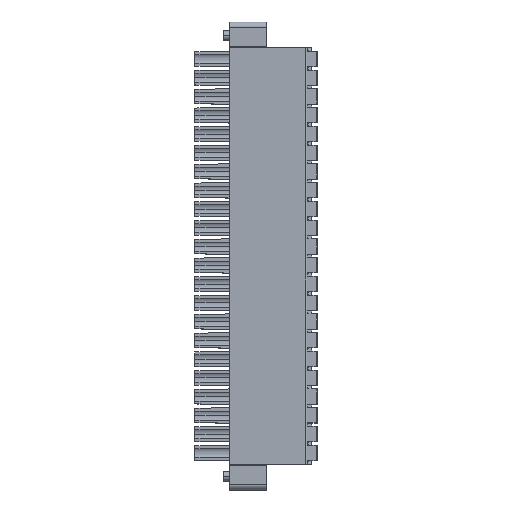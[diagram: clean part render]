
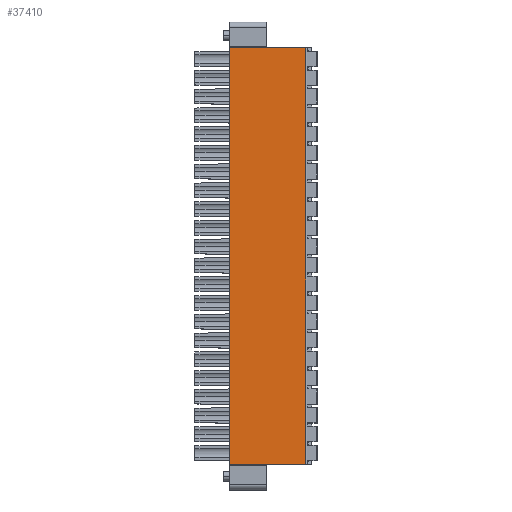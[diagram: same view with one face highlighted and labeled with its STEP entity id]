
A CAD part, top view. The second image highlights one B-rep face of the part: STEP entity #37410.
In plain terms, the highlighted planar face has unit normal (0, 0, 1).
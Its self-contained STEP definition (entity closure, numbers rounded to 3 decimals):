
#11628=DIRECTION('',(0.,1.,0.));
#11629=VECTOR('',#11628,77.7);
#11630=CARTESIAN_POINT('',(-6.625,-35.645,23.4));
#11631=LINE('',#11630,#11629);
#11632=DIRECTION('',(0.,-1.,0.));
#11633=VECTOR('',#11632,77.7);
#11634=CARTESIAN_POINT('',(7.575,42.055,23.4));
#11635=LINE('',#11634,#11633);
#11636=DIRECTION('',(-1.,0.,0.));
#11637=VECTOR('',#11636,6.95);
#11638=CARTESIAN_POINT('',(0.325,42.055,23.4));
#11639=LINE('',#11638,#11637);
#11720=DIRECTION('',(-1.,0.,0.));
#11721=VECTOR('',#11720,7.25);
#11722=CARTESIAN_POINT('',(7.575,42.055,23.4));
#11723=LINE('',#11722,#11721);
#12006=DIRECTION('',(1.,0.,0.));
#12007=VECTOR('',#12006,7.25);
#12008=CARTESIAN_POINT('',(0.325,-35.645,23.4));
#12009=LINE('',#12008,#12007);
#13559=DIRECTION('',(1.,0.,0.));
#13560=VECTOR('',#13559,6.95);
#13561=CARTESIAN_POINT('',(-6.625,-35.645,23.4));
#13562=LINE('',#13561,#13560);
#16917=CARTESIAN_POINT('',(-6.625,-35.645,23.4));
#16919=VERTEX_POINT('',#16917);
#17086=CARTESIAN_POINT('',(7.575,-35.645,23.4));
#17087=VERTEX_POINT('',#17086);
#17088=CARTESIAN_POINT('',(0.325,-35.645,23.4));
#17089=VERTEX_POINT('',#17088);
#21322=CARTESIAN_POINT('',(-6.625,42.055,23.4));
#21323=VERTEX_POINT('',#21322);
#21403=CARTESIAN_POINT('',(7.575,42.055,23.4));
#21404=VERTEX_POINT('',#21403);
#21405=CARTESIAN_POINT('',(0.325,42.055,23.4));
#21406=VERTEX_POINT('',#21405);
#37393=CARTESIAN_POINT('',(4.299,13.355,23.4));
#37394=DIRECTION('',(0.,0.,1.));
#37395=DIRECTION('',(-1.,0.,0.));
#37396=AXIS2_PLACEMENT_3D('',#37393,#37394,#37395);
#37397=PLANE('',#37396);
#37398=ORIENTED_EDGE('',*,*,#21631,.T.);
#37400=ORIENTED_EDGE('',*,*,#37399,.F.);
#37402=ORIENTED_EDGE('',*,*,#37401,.F.);
#37403=ORIENTED_EDGE('',*,*,#37383,.T.);
#37405=ORIENTED_EDGE('',*,*,#37404,.F.);
#37407=ORIENTED_EDGE('',*,*,#37406,.F.);
#37408=EDGE_LOOP('',(#37398,#37400,#37402,#37403,#37405,#37407));
#37409=FACE_OUTER_BOUND('',#37408,.F.);
#21631=EDGE_CURVE('',#16919,#21323,#11631,.T.);
#37383=EDGE_CURVE('',#21404,#17087,#11635,.T.);
#37399=EDGE_CURVE('',#21406,#21323,#11639,.T.);
#37401=EDGE_CURVE('',#21404,#21406,#11723,.T.);
#37404=EDGE_CURVE('',#17089,#17087,#12009,.T.);
#37406=EDGE_CURVE('',#16919,#17089,#13562,.T.);
#37410=ADVANCED_FACE('',(#37409),#37397,.T.);
